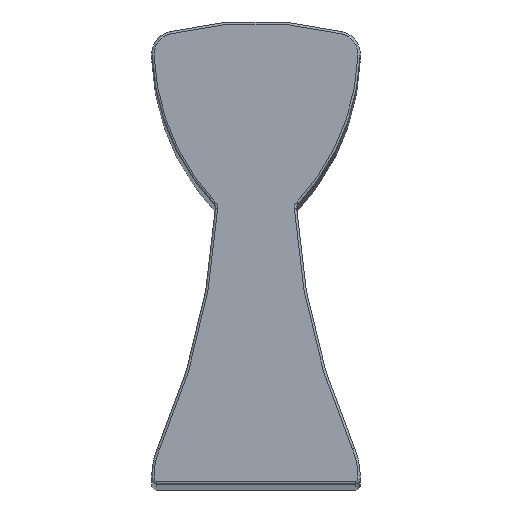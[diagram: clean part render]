
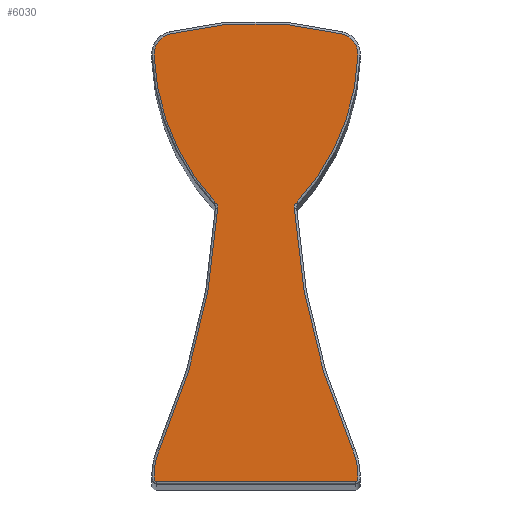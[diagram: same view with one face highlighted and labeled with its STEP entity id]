
A CAD part, top view. The second image highlights one B-rep face of the part: STEP entity #6030.
In plain terms, the highlighted planar face has unit normal (0, 0, 1).
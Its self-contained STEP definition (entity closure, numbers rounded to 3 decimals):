
#4550=CARTESIAN_POINT('',(0.,0.,99.5));
#4560=DIRECTION('',(0.,0.,1.));
#4570=DIRECTION('',(1.,0.,0.));
#4580=AXIS2_PLACEMENT_3D('',#4550,#4560,#4570);
#4590=PLANE('',#4580);
#4600=CARTESIAN_POINT('',(-4.3,0.2,99.5));
#4610=DIRECTION('',(0.,0.,1.));
#4620=DIRECTION('',(1.,0.,0.));
#4630=AXIS2_PLACEMENT_3D('',#4600,#4610,#4620);
#4640=CIRCLE('',#4630,0.1);
#4650=CARTESIAN_POINT('',(-4.4,0.2,99.5));
#4660=VERTEX_POINT('',#4650);
#4670=CARTESIAN_POINT('',(-4.3,0.1,99.5));
#4680=VERTEX_POINT('',#4670);
#4690=EDGE_CURVE('',#4660,#4680,#4640,.T.);
#4700=ORIENTED_EDGE('',*,*,#4690,.T.);
#4710=CARTESIAN_POINT('',(-4.4,0.,99.5));
#4720=DIRECTION('',(-0.,-1.,0.));
#4730=VECTOR('',#4720,1.);
#4740=LINE('',#4710,#4730);
#4750=CARTESIAN_POINT('',(-4.4,0.353,99.5));
#4760=VERTEX_POINT('',#4750);
#4770=EDGE_CURVE('',#4760,#4660,#4740,.T.);
#4780=ORIENTED_EDGE('',*,*,#4770,.T.);
#4790=CARTESIAN_POINT('',(-1.5,0.353,99.5));
#4800=DIRECTION('',(0.,0.,1.));
#4810=DIRECTION('',(1.,0.,-0.));
#4820=AXIS2_PLACEMENT_3D('',#4790,#4800,#4810);
#4830=CIRCLE('',#4820,2.9);
#4840=CARTESIAN_POINT('',(-4.154,1.521,99.5));
#4850=VERTEX_POINT('',#4840);
#4860=EDGE_CURVE('',#4850,#4760,#4830,.T.);
#4870=ORIENTED_EDGE('',*,*,#4860,.T.);
#4880=CARTESIAN_POINT('',(-31.705,13.645,99.5));
#4890=DIRECTION('',(0.,0.,1.));
#4900=DIRECTION('',(1.,0.,-0.));
#4910=AXIS2_PLACEMENT_3D('',#4880,#4890,#4900);
#4920=CIRCLE('',#4910,30.1);
#4930=CARTESIAN_POINT('',(-1.655,11.908,99.5));
#4940=VERTEX_POINT('',#4930);
#4950=EDGE_CURVE('',#4850,#4940,#4920,.T.);
#4960=ORIENTED_EDGE('',*,*,#4950,.F.);
#4970=CARTESIAN_POINT('',(-1.955,11.925,99.5));
#4980=DIRECTION('',(0.,0.,1.));
#4990=DIRECTION('',(1.,0.,-0.));
#5000=AXIS2_PLACEMENT_3D('',#4970,#4980,#4990);
#5010=CIRCLE('',#5000,0.3);
#5020=CARTESIAN_POINT('',(-1.735,12.13,99.5));
#5030=VERTEX_POINT('',#5020);
#5040=EDGE_CURVE('',#4940,#5030,#5010,.T.);
#5050=ORIENTED_EDGE('',*,*,#5040,.F.);
#5060=CARTESIAN_POINT('',(5.494,18.894,99.5));
#5070=DIRECTION('',(0.,0.,1.));
#5080=DIRECTION('',(1.,0.,-0.));
#5090=AXIS2_PLACEMENT_3D('',#5060,#5070,#5080);
#5100=CIRCLE('',#5090,9.9);
#5110=CARTESIAN_POINT('',(-4.399,18.522,99.5));
#5120=VERTEX_POINT('',#5110);
#5130=EDGE_CURVE('',#5120,#5030,#5100,.T.);
#5140=ORIENTED_EDGE('',*,*,#5130,.T.);
#5150=CARTESIAN_POINT('',(-3.5,18.555,99.5));
#5160=DIRECTION('',(0.,0.,1.));
#5170=DIRECTION('',(1.,0.,-0.));
#5180=AXIS2_PLACEMENT_3D('',#5150,#5160,#5170);
#5190=CIRCLE('',#5180,0.9);
#5200=CARTESIAN_POINT('',(-3.725,19.427,99.5));
#5210=VERTEX_POINT('',#5200);
#5220=EDGE_CURVE('',#5210,#5120,#5190,.T.);
#5230=ORIENTED_EDGE('',*,*,#5220,.T.);
#5240=CARTESIAN_POINT('',(0.,5.,99.5));
#5250=DIRECTION('',(0.,0.,-1.));
#5260=DIRECTION('',(-1.,0.,-0.));
#5270=AXIS2_PLACEMENT_3D('',#5240,#5250,#5260);
#5280=CIRCLE('',#5270,14.9);
#5290=CARTESIAN_POINT('',(3.725,19.427,99.5));
#5300=VERTEX_POINT('',#5290);
#5310=EDGE_CURVE('',#5210,#5300,#5280,.T.);
#5320=ORIENTED_EDGE('',*,*,#5310,.F.);
#5330=CARTESIAN_POINT('',(3.5,18.555,99.5));
#5340=DIRECTION('',(0.,0.,-1.));
#5350=DIRECTION('',(-1.,0.,-0.));
#5360=AXIS2_PLACEMENT_3D('',#5330,#5340,#5350);
#5370=CIRCLE('',#5360,0.9);
#5380=CARTESIAN_POINT('',(4.399,18.522,99.5));
#5390=VERTEX_POINT('',#5380);
#5400=EDGE_CURVE('',#5300,#5390,#5370,.T.);
#5410=ORIENTED_EDGE('',*,*,#5400,.F.);
#5420=CARTESIAN_POINT('',(-5.494,18.894,99.5));
#5430=DIRECTION('',(0.,0.,-1.));
#5440=DIRECTION('',(-1.,0.,-0.));
#5450=AXIS2_PLACEMENT_3D('',#5420,#5430,#5440);
#5460=CIRCLE('',#5450,9.9);
#5470=CARTESIAN_POINT('',(1.735,12.13,99.5));
#5480=VERTEX_POINT('',#5470);
#5490=EDGE_CURVE('',#5390,#5480,#5460,.T.);
#5500=ORIENTED_EDGE('',*,*,#5490,.F.);
#5510=CARTESIAN_POINT('',(1.955,11.925,99.5));
#5520=DIRECTION('',(0.,0.,1.));
#5530=DIRECTION('',(1.,0.,-0.));
#5540=AXIS2_PLACEMENT_3D('',#5510,#5520,#5530);
#5550=CIRCLE('',#5540,0.3);
#5560=CARTESIAN_POINT('',(1.655,11.908,99.5));
#5570=VERTEX_POINT('',#5560);
#5580=EDGE_CURVE('',#5480,#5570,#5550,.T.);
#5590=ORIENTED_EDGE('',*,*,#5580,.F.);
#5600=CARTESIAN_POINT('',(31.705,13.645,99.5));
#5610=DIRECTION('',(0.,0.,-1.));
#5620=DIRECTION('',(-1.,0.,-0.));
#5630=AXIS2_PLACEMENT_3D('',#5600,#5610,#5620);
#5640=CIRCLE('',#5630,30.1);
#5650=CARTESIAN_POINT('',(4.154,1.521,99.5));
#5660=VERTEX_POINT('',#5650);
#5670=EDGE_CURVE('',#5660,#5570,#5640,.T.);
#5680=ORIENTED_EDGE('',*,*,#5670,.T.);
#5690=CARTESIAN_POINT('',(1.5,0.353,99.5));
#5700=DIRECTION('',(0.,0.,1.));
#5710=DIRECTION('',(1.,0.,-0.));
#5720=AXIS2_PLACEMENT_3D('',#5690,#5700,#5710);
#5730=CIRCLE('',#5720,2.9);
#5740=CARTESIAN_POINT('',(4.4,0.353,99.5));
#5750=VERTEX_POINT('',#5740);
#5760=EDGE_CURVE('',#5750,#5660,#5730,.T.);
#5770=ORIENTED_EDGE('',*,*,#5760,.T.);
#5780=CARTESIAN_POINT('',(4.4,0.,99.5));
#5790=DIRECTION('',(-0.,1.,0.));
#5800=VECTOR('',#5790,1.);
#5810=LINE('',#5780,#5800);
#5820=CARTESIAN_POINT('',(4.4,0.2,99.5));
#5830=VERTEX_POINT('',#5820);
#5840=EDGE_CURVE('',#5830,#5750,#5810,.T.);
#5850=ORIENTED_EDGE('',*,*,#5840,.T.);
#5860=CARTESIAN_POINT('',(4.3,0.2,99.5));
#5870=DIRECTION('',(-0.,0.,1.));
#5880=DIRECTION('',(1.,0.,0.));
#5890=AXIS2_PLACEMENT_3D('',#5860,#5870,#5880);
#5900=CIRCLE('',#5890,0.1);
#5910=CARTESIAN_POINT('',(4.3,0.1,99.5));
#5920=VERTEX_POINT('',#5910);
#5930=EDGE_CURVE('',#5920,#5830,#5900,.T.);
#5940=ORIENTED_EDGE('',*,*,#5930,.T.);
#5950=CARTESIAN_POINT('',(0.,0.1,99.5));
#5960=DIRECTION('',(1.,0.,-0.));
#5970=VECTOR('',#5960,1.);
#5980=LINE('',#5950,#5970);
#5990=EDGE_CURVE('',#4680,#5920,#5980,.T.);
#6000=ORIENTED_EDGE('',*,*,#5990,.T.);
#6010=EDGE_LOOP('',(#6000,#5940,#5850,#5770,#5680,#5590,#5500,#5410,
#5320,#5230,#5140,#5050,#4960,#4870,#4780,#4700));
#6020=FACE_OUTER_BOUND('',#6010,.T.);
#6030=ADVANCED_FACE('',(#6020),#4590,.T.);
